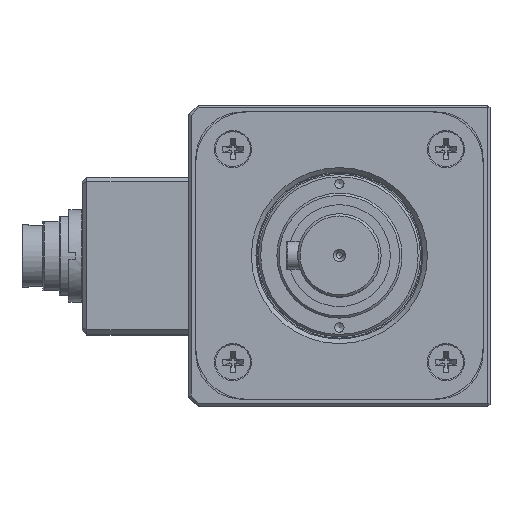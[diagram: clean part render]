
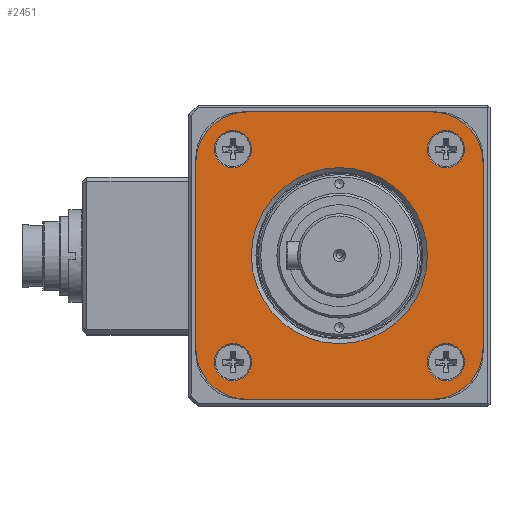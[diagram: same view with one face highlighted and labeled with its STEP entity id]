
A CAD part, top view. The second image highlights one B-rep face of the part: STEP entity #2451.
In plain terms, the highlighted planar face has unit normal (0, 0, 1).
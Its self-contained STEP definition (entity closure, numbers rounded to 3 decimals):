
#2451 = ADVANCED_FACE( '', ( #5038, #5039, #5040, #5041, #5042, #5043 ), #5044, .T. );
#5038 = FACE_BOUND( '', #8337, .T. );
#5039 = FACE_BOUND( '', #8338, .T. );
#5040 = FACE_BOUND( '', #8339, .T. );
#5041 = FACE_BOUND( '', #8340, .T. );
#5042 = FACE_BOUND( '', #8341, .T. );
#5043 = FACE_OUTER_BOUND( '', #8342, .T. );
#5044 = PLANE( '', #8343 );
#8337 = EDGE_LOOP( '', ( #12842 ) );
#8338 = EDGE_LOOP( '', ( #12843 ) );
#8339 = EDGE_LOOP( '', ( #12844 ) );
#8340 = EDGE_LOOP( '', ( #12845 ) );
#8341 = EDGE_LOOP( '', ( #12846 ) );
#8342 = EDGE_LOOP( '', ( #12847, #12848, #12849, #12850, #12851, #12852, #12853, #12854 ) );
#8343 = AXIS2_PLACEMENT_3D( '', #12855, #12856, #12857 );
#12842 = ORIENTED_EDGE( '', *, *, #18091, .T. );
#12843 = ORIENTED_EDGE( '', *, *, #18317, .T. );
#12844 = ORIENTED_EDGE( '', *, *, #18203, .T. );
#12845 = ORIENTED_EDGE( '', *, *, #18318, .T. );
#12846 = ORIENTED_EDGE( '', *, *, #17722, .T. );
#12847 = ORIENTED_EDGE( '', *, *, #18319, .T. );
#12848 = ORIENTED_EDGE( '', *, *, #18320, .T. );
#12849 = ORIENTED_EDGE( '', *, *, #18321, .T. );
#12850 = ORIENTED_EDGE( '', *, *, #17714, .T. );
#12851 = ORIENTED_EDGE( '', *, *, #18114, .T. );
#12852 = ORIENTED_EDGE( '', *, *, #17221, .T. );
#12853 = ORIENTED_EDGE( '', *, *, #18174, .T. );
#12854 = ORIENTED_EDGE( '', *, *, #18322, .T. );
#12855 = CARTESIAN_POINT( '', ( -31., -31., 3.5 ) );
#12856 = DIRECTION( '', ( 0., 0., 1. ) );
#12857 = DIRECTION( '', ( 1., 0., 0. ) );
#17221 = EDGE_CURVE( '', #19803, #19804, #19805, .T. );
#17714 = EDGE_CURVE( '', #20641, #20642, #20643, .T. );
#17722 = EDGE_CURVE( '', #20655, #20655, #20656, .T. );
#18091 = EDGE_CURVE( '', #21222, #21222, #21223, .F. );
#18114 = EDGE_CURVE( '', #20642, #19803, #21259, .T. );
#18174 = EDGE_CURVE( '', #19804, #21350, #21351, .T. );
#18203 = EDGE_CURVE( '', #21395, #21395, #21396, .T. );
#18317 = EDGE_CURVE( '', #21562, #21562, #21563, .T. );
#18318 = EDGE_CURVE( '', #21564, #21564, #21565, .T. );
#18319 = EDGE_CURVE( '', #21566, #21567, #21568, .T. );
#18320 = EDGE_CURVE( '', #21567, #21569, #21570, .T. );
#18321 = EDGE_CURVE( '', #21569, #20641, #21571, .T. );
#18322 = EDGE_CURVE( '', #21350, #21566, #21572, .T. );
#19803 = VERTEX_POINT( '', #23528 );
#19804 = VERTEX_POINT( '', #23529 );
#19805 = CIRCLE( '', #23530, 11. );
#20641 = VERTEX_POINT( '', #24600 );
#20642 = VERTEX_POINT( '', #24601 );
#20643 = CIRCLE( '', #24602, 11. );
#20655 = VERTEX_POINT( '', #24616 );
#20656 = CIRCLE( '', #24617, 4. );
#21222 = VERTEX_POINT( '', #25349 );
#21223 = CIRCLE( '', #25350, 19. );
#21259 = LINE( '', #25394, #25395 );
#21350 = VERTEX_POINT( '', #25496 );
#21351 = LINE( '', #25497, #25498 );
#21395 = VERTEX_POINT( '', #25555 );
#21396 = CIRCLE( '', #25556, 4. );
#21562 = VERTEX_POINT( '', #25770 );
#21563 = CIRCLE( '', #25771, 4. );
#21564 = VERTEX_POINT( '', #25772 );
#21565 = CIRCLE( '', #25773, 4. );
#21566 = VERTEX_POINT( '', #25774 );
#21567 = VERTEX_POINT( '', #25775 );
#21568 = LINE( '', #25776, #25777 );
#21569 = VERTEX_POINT( '', #25778 );
#21570 = CIRCLE( '', #25779, 11. );
#21571 = LINE( '', #25780, #25781 );
#21572 = CIRCLE( '', #25782, 11. );
#23528 = CARTESIAN_POINT( '', ( 31., 20., 3.5 ) );
#23529 = CARTESIAN_POINT( '', ( 20., 31., 3.5 ) );
#23530 = AXIS2_PLACEMENT_3D( '', #28113, #28114, #28115 );
#24600 = CARTESIAN_POINT( '', ( 20., -31., 3.5 ) );
#24601 = CARTESIAN_POINT( '', ( 31., -20., 3.5 ) );
#24602 = AXIS2_PLACEMENT_3D( '', #28793, #28794, #28795 );
#24616 = CARTESIAN_POINT( '', ( -22.981, -18.981, 3.5 ) );
#24617 = AXIS2_PLACEMENT_3D( '', #28807, #28808, #28809 );
#25349 = CARTESIAN_POINT( '', ( 19., 0., 3.5 ) );
#25350 = AXIS2_PLACEMENT_3D( '', #29281, #29282, #29283 );
#25394 = CARTESIAN_POINT( '', ( 31., -31., 3.5 ) );
#25395 = VECTOR( '', #29310, 1000. );
#25496 = CARTESIAN_POINT( '', ( -20., 31., 3.5 ) );
#25497 = CARTESIAN_POINT( '', ( 31., 31., 3.5 ) );
#25498 = VECTOR( '', #29411, 1000. );
#25555 = CARTESIAN_POINT( '', ( 22.981, 18.981, 3.5 ) );
#25556 = AXIS2_PLACEMENT_3D( '', #29452, #29453, #29454 );
#25770 = CARTESIAN_POINT( '', ( 18.981, -22.981, 3.5 ) );
#25771 = AXIS2_PLACEMENT_3D( '', #29602, #29603, #29604 );
#25772 = CARTESIAN_POINT( '', ( -18.981, 22.981, 3.5 ) );
#25773 = AXIS2_PLACEMENT_3D( '', #29605, #29606, #29607 );
#25774 = CARTESIAN_POINT( '', ( -31., 20., 3.5 ) );
#25775 = CARTESIAN_POINT( '', ( -31., -20., 3.5 ) );
#25776 = CARTESIAN_POINT( '', ( -31., 31., 3.5 ) );
#25777 = VECTOR( '', #29608, 1000. );
#25778 = CARTESIAN_POINT( '', ( -20., -31., 3.5 ) );
#25779 = AXIS2_PLACEMENT_3D( '', #29609, #29610, #29611 );
#25780 = CARTESIAN_POINT( '', ( -31., -31., 3.5 ) );
#25781 = VECTOR( '', #29612, 1000. );
#25782 = AXIS2_PLACEMENT_3D( '', #29613, #29614, #29615 );
#28113 = CARTESIAN_POINT( '', ( 20., 20., 3.5 ) );
#28114 = DIRECTION( '', ( 0., 0., 1. ) );
#28115 = DIRECTION( '', ( 1., 0., 0. ) );
#28793 = CARTESIAN_POINT( '', ( 20., -20., 3.5 ) );
#28794 = DIRECTION( '', ( 0., 0., 1. ) );
#28795 = DIRECTION( '', ( 1., 0., 0. ) );
#28807 = CARTESIAN_POINT( '', ( -22.981, -22.981, 3.5 ) );
#28808 = DIRECTION( '', ( 0., 0., -1. ) );
#28809 = DIRECTION( '', ( 0., 1., 0. ) );
#29281 = CARTESIAN_POINT( '', ( 0., 0., 3.5 ) );
#29282 = DIRECTION( '', ( 0., 0., 1. ) );
#29283 = DIRECTION( '', ( 1., 0., 0. ) );
#29310 = DIRECTION( '', ( 0., 1., 0. ) );
#29411 = DIRECTION( '', ( -1., 0., 0. ) );
#29452 = CARTESIAN_POINT( '', ( 22.981, 22.981, 3.5 ) );
#29453 = DIRECTION( '', ( 0., 0., -1. ) );
#29454 = DIRECTION( '', ( 0., -1., 0. ) );
#29602 = CARTESIAN_POINT( '', ( 22.981, -22.981, 3.5 ) );
#29603 = DIRECTION( '', ( 0., 0., -1. ) );
#29604 = DIRECTION( '', ( -1., 0., 0. ) );
#29605 = CARTESIAN_POINT( '', ( -22.981, 22.981, 3.5 ) );
#29606 = DIRECTION( '', ( 0., 0., -1. ) );
#29607 = DIRECTION( '', ( 1., 0., 0. ) );
#29608 = DIRECTION( '', ( 0., -1., 0. ) );
#29609 = CARTESIAN_POINT( '', ( -20., -20., 3.5 ) );
#29610 = DIRECTION( '', ( 0., 0., 1. ) );
#29611 = DIRECTION( '', ( 1., 0., 0. ) );
#29612 = DIRECTION( '', ( 1., 0., 0. ) );
#29613 = CARTESIAN_POINT( '', ( -20., 20., 3.5 ) );
#29614 = DIRECTION( '', ( 0., 0., 1. ) );
#29615 = DIRECTION( '', ( 1., 0., 0. ) );
